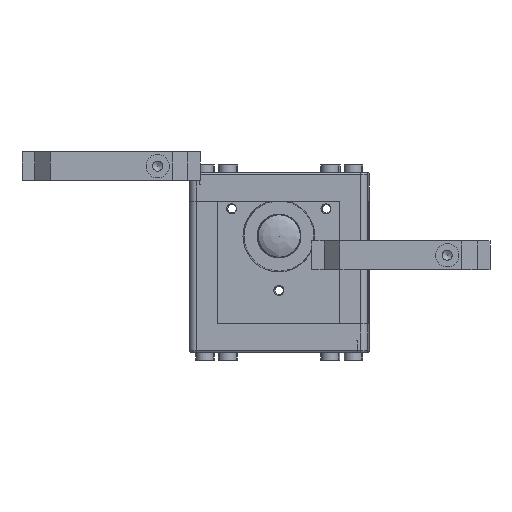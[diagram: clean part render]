
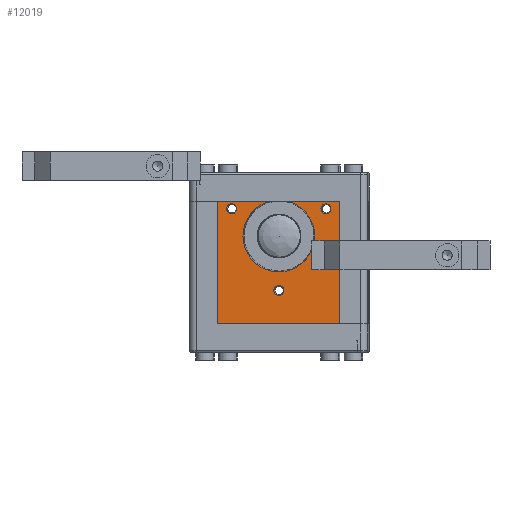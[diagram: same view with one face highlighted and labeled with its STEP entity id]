
A CAD part, front view. The second image highlights one B-rep face of the part: STEP entity #12019.
In plain terms, the highlighted face is planar.
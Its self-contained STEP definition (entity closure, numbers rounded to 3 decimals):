
#829=FACE_BOUND('',#2373,.T.);
#830=FACE_BOUND('',#2374,.T.);
#831=FACE_BOUND('',#2375,.T.);
#832=FACE_BOUND('',#2376,.T.);
#1069=CIRCLE('',#13069,1.4);
#1071=CIRCLE('',#13072,1.4);
#1073=CIRCLE('',#13075,10.);
#1075=CIRCLE('',#13078,1.4);
#1657=FACE_OUTER_BOUND('',#2372,.T.);
#2372=EDGE_LOOP('',(#9008,#9009,#9010,#9011,#9012,#9013,#9014,#9015,#9016,
#9017,#9018,#9019,#9020,#9021,#9022,#9023));
#2373=EDGE_LOOP('',(#9024));
#2374=EDGE_LOOP('',(#9025));
#2375=EDGE_LOOP('',(#9026));
#2376=EDGE_LOOP('',(#9027));
#3240=LINE('',#18564,#4168);
#3244=LINE('',#18572,#4172);
#3247=LINE('',#18578,#4175);
#3250=LINE('',#18585,#4178);
#3254=LINE('',#18593,#4182);
#3257=LINE('',#18599,#4185);
#3260=LINE('',#18606,#4188);
#3264=LINE('',#18614,#4192);
#3267=LINE('',#18620,#4195);
#3270=LINE('',#18627,#4198);
#3274=LINE('',#18635,#4202);
#3277=LINE('',#18641,#4205);
#3280=LINE('',#18646,#4208);
#3282=LINE('',#18649,#4210);
#3286=LINE('',#18655,#4214);
#3287=LINE('',#18657,#4215);
#4168=VECTOR('',#15110,10.);
#4172=VECTOR('',#15116,10.);
#4175=VECTOR('',#15121,10.);
#4178=VECTOR('',#15126,10.);
#4182=VECTOR('',#15132,10.);
#4185=VECTOR('',#15137,10.);
#4188=VECTOR('',#15142,10.);
#4192=VECTOR('',#15148,10.);
#4195=VECTOR('',#15153,10.);
#4198=VECTOR('',#15158,10.);
#4202=VECTOR('',#15164,10.);
#4205=VECTOR('',#15169,10.);
#4208=VECTOR('',#15174,10.);
#4210=VECTOR('',#15178,10.);
#4214=VECTOR('',#15186,10.);
#4215=VECTOR('',#15189,10.);
#5086=VERTEX_POINT('',#18538);
#5088=VERTEX_POINT('',#18544);
#5090=VERTEX_POINT('',#18550);
#5092=VERTEX_POINT('',#18556);
#5094=VERTEX_POINT('',#18562);
#5095=VERTEX_POINT('',#18563);
#5098=VERTEX_POINT('',#18571);
#5100=VERTEX_POINT('',#18577);
#5102=VERTEX_POINT('',#18583);
#5103=VERTEX_POINT('',#18584);
#5106=VERTEX_POINT('',#18592);
#5108=VERTEX_POINT('',#18598);
#5110=VERTEX_POINT('',#18604);
#5111=VERTEX_POINT('',#18605);
#5114=VERTEX_POINT('',#18613);
#5116=VERTEX_POINT('',#18619);
#5118=VERTEX_POINT('',#18625);
#5119=VERTEX_POINT('',#18626);
#5122=VERTEX_POINT('',#18634);
#5124=VERTEX_POINT('',#18640);
#6494=EDGE_CURVE('',#5086,#5086,#1069,.T.);
#6497=EDGE_CURVE('',#5088,#5088,#1071,.T.);
#6500=EDGE_CURVE('',#5090,#5090,#1073,.T.);
#6503=EDGE_CURVE('',#5092,#5092,#1075,.T.);
#6506=EDGE_CURVE('',#5094,#5095,#3240,.T.);
#6510=EDGE_CURVE('',#5098,#5094,#3244,.T.);
#6513=EDGE_CURVE('',#5100,#5098,#3247,.T.);
#6516=EDGE_CURVE('',#5102,#5103,#3250,.T.);
#6520=EDGE_CURVE('',#5103,#5106,#3254,.T.);
#6523=EDGE_CURVE('',#5108,#5102,#3257,.T.);
#6526=EDGE_CURVE('',#5110,#5111,#3260,.T.);
#6530=EDGE_CURVE('',#5114,#5110,#3264,.T.);
#6533=EDGE_CURVE('',#5116,#5114,#3267,.T.);
#6536=EDGE_CURVE('',#5118,#5119,#3270,.T.);
#6540=EDGE_CURVE('',#5119,#5122,#3274,.T.);
#6543=EDGE_CURVE('',#5124,#5118,#3277,.T.);
#6546=EDGE_CURVE('',#5095,#5116,#3280,.T.);
#6548=EDGE_CURVE('',#5111,#5124,#3282,.T.);
#6552=EDGE_CURVE('',#5122,#5108,#3286,.T.);
#6553=EDGE_CURVE('',#5106,#5100,#3287,.T.);
#9008=ORIENTED_EDGE('',*,*,#6553,.T.);
#9009=ORIENTED_EDGE('',*,*,#6513,.T.);
#9010=ORIENTED_EDGE('',*,*,#6510,.T.);
#9011=ORIENTED_EDGE('',*,*,#6506,.T.);
#9012=ORIENTED_EDGE('',*,*,#6546,.T.);
#9013=ORIENTED_EDGE('',*,*,#6533,.T.);
#9014=ORIENTED_EDGE('',*,*,#6530,.T.);
#9015=ORIENTED_EDGE('',*,*,#6526,.T.);
#9016=ORIENTED_EDGE('',*,*,#6548,.T.);
#9017=ORIENTED_EDGE('',*,*,#6543,.T.);
#9018=ORIENTED_EDGE('',*,*,#6536,.T.);
#9019=ORIENTED_EDGE('',*,*,#6540,.T.);
#9020=ORIENTED_EDGE('',*,*,#6552,.T.);
#9021=ORIENTED_EDGE('',*,*,#6523,.T.);
#9022=ORIENTED_EDGE('',*,*,#6516,.T.);
#9023=ORIENTED_EDGE('',*,*,#6520,.T.);
#9024=ORIENTED_EDGE('',*,*,#6494,.T.);
#9025=ORIENTED_EDGE('',*,*,#6497,.T.);
#9026=ORIENTED_EDGE('',*,*,#6500,.T.);
#9027=ORIENTED_EDGE('',*,*,#6503,.T.);
#11501=PLANE('',#13096);
#12019=ADVANCED_FACE('',(#1657,#829,#830,#831,#832),#11501,.F.);
#13069=AXIS2_PLACEMENT_3D('',#18539,#15082,#15083);
#13072=AXIS2_PLACEMENT_3D('',#18545,#15089,#15090);
#13075=AXIS2_PLACEMENT_3D('',#18551,#15096,#15097);
#13078=AXIS2_PLACEMENT_3D('',#18557,#15103,#15104);
#13096=AXIS2_PLACEMENT_3D('',#18656,#15187,#15188);
#15082=DIRECTION('center_axis',(0.,0.,
-1.));
#15083=DIRECTION('ref_axis',(1.,0.,0.));
#15089=DIRECTION('center_axis',(0.,0.,
-1.));
#15090=DIRECTION('ref_axis',(1.,0.,0.));
#15096=DIRECTION('center_axis',(0.,0.,
-1.));
#15097=DIRECTION('ref_axis',(1.,0.,0.));
#15103=DIRECTION('center_axis',(0.,0.,
-1.));
#15104=DIRECTION('ref_axis',(1.,0.,0.));
#15110=DIRECTION('',(1.,0.,0.));
#15116=DIRECTION('',(0.707,0.707,0.));
#15121=DIRECTION('',(0.,1.,0.));
#15126=DIRECTION('',(0.707,-0.707,0.));
#15132=DIRECTION('',(0.,-1.,0.));
#15137=DIRECTION('',(1.,0.,0.));
#15142=DIRECTION('',(0.,1.,0.));
#15148=DIRECTION('',(-0.707,0.707,0.));
#15153=DIRECTION('',(-1.,0.,0.));
#15158=DIRECTION('',(-0.707,-0.707,0.));
#15164=DIRECTION('',(-1.,0.,0.));
#15169=DIRECTION('',(0.,-1.,0.));
#15174=DIRECTION('',(0.,1.,0.));
#15178=DIRECTION('',(-1.,0.,0.));
#15186=DIRECTION('',(0.,-1.,0.));
#15187=DIRECTION('center_axis',(0.,0.,
-1.));
#15188=DIRECTION('ref_axis',(-1.,0.,0.));
#15189=DIRECTION('',(1.,0.,0.));
#18538=CARTESIAN_POINT('',(-21.81,7.766,22.));
#18539=CARTESIAN_POINT('Origin',(-20.41,7.766,22.));
#18544=CARTESIAN_POINT('',(-21.81,34.094,22.));
#18545=CARTESIAN_POINT('Origin',(-20.41,34.094,22.));
#18550=CARTESIAN_POINT('',(-38.01,20.93,22.));
#18551=CARTESIAN_POINT('Origin',(-28.01,20.93,22.));
#18556=CARTESIAN_POINT('',(-44.61,20.93,22.));
#18557=CARTESIAN_POINT('Origin',(-43.21,20.93,22.));
#18562=CARTESIAN_POINT('',(-14.105,3.93,22.));
#18563=CARTESIAN_POINT('',(-10.53,3.93,22.));
#18564=CARTESIAN_POINT('',(-24.767,3.93,22.));
#18571=CARTESIAN_POINT('',(-18.43,-0.395,22.));
#18572=CARTESIAN_POINT('',(-17.349,0.686,22.));
#18577=CARTESIAN_POINT('',(-18.43,-3.97,22.));
#18578=CARTESIAN_POINT('',(-18.43,8.48,22.));
#18583=CARTESIAN_POINT('',(-56.755,3.93,22.));
#18584=CARTESIAN_POINT('',(-52.389,-0.437,22.));
#18585=CARTESIAN_POINT('',(-55.674,2.849,22.));
#18592=CARTESIAN_POINT('',(-52.389,-3.97,22.));
#18593=CARTESIAN_POINT('',(-52.389,10.247,22.));
#18598=CARTESIAN_POINT('',(-60.33,3.93,22.));
#18599=CARTESIAN_POINT('',(-47.88,3.93,22.));
#18604=CARTESIAN_POINT('',(-18.43,42.255,22.));
#18605=CARTESIAN_POINT('',(-18.43,45.83,22.));
#18606=CARTESIAN_POINT('',(-18.43,31.593,22.));
#18613=CARTESIAN_POINT('',(-14.105,37.93,22.));
#18614=CARTESIAN_POINT('',(-15.186,39.011,22.));
#18619=CARTESIAN_POINT('',(-10.53,37.93,22.));
#18620=CARTESIAN_POINT('',(-22.98,37.93,22.));
#18625=CARTESIAN_POINT('',(-52.43,42.255,22.));
#18626=CARTESIAN_POINT('',(-56.755,37.93,22.));
#18627=CARTESIAN_POINT('',(-53.511,41.174,22.));
#18634=CARTESIAN_POINT('',(-60.33,37.93,22.));
#18635=CARTESIAN_POINT('',(-46.093,37.93,22.));
#18640=CARTESIAN_POINT('',(-52.43,45.83,22.));
#18641=CARTESIAN_POINT('',(-52.43,33.38,22.));
#18646=CARTESIAN_POINT('',(-10.53,29.33,22.));
#18649=CARTESIAN_POINT('',(-43.83,45.83,22.));
#18655=CARTESIAN_POINT('',(-60.33,12.53,22.));
#18656=CARTESIAN_POINT('Origin',(-58.501,20.93,22.));
#18657=CARTESIAN_POINT('',(-27.03,-3.97,22.));
